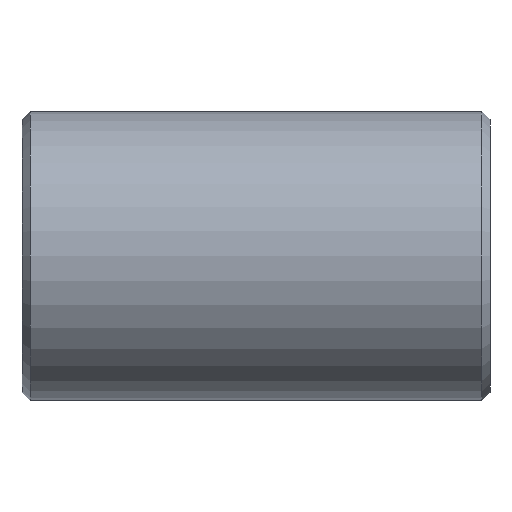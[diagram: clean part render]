
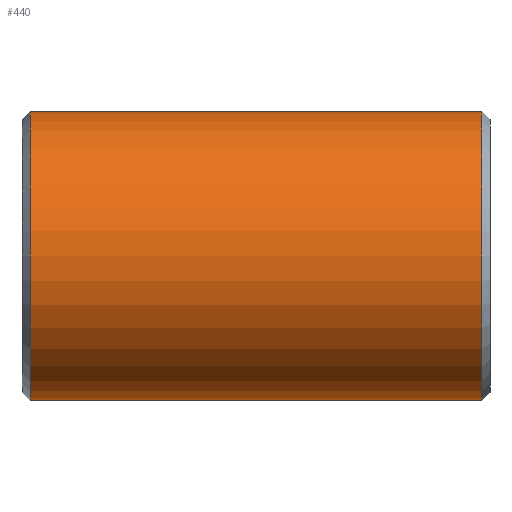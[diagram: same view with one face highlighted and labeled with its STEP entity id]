
A CAD part, front view. The second image highlights one B-rep face of the part: STEP entity #440.
In plain terms, the highlighted cylindrical face has radius 109.537 mm (diameter 219.075 mm), a partial arc.
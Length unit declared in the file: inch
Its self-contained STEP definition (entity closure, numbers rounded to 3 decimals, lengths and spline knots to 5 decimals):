
#24 = VERTEX_POINT ( 'NONE', #438 ) ;
#33 = DIRECTION ( 'NONE',  ( -1., 0., 0. ) ) ;
#38 = DIRECTION ( 'NONE',  ( -1., 0., 0. ) ) ;
#43 = CYLINDRICAL_SURFACE ( 'NONE', #119, 4.3125 ) ;
#47 = EDGE_CURVE ( 'NONE', #24, #168, #370, .T. ) ;
#48 = AXIS2_PLACEMENT_3D ( 'NONE', #376, #368, #392 ) ;
#80 = VECTOR ( 'NONE', #33, 39.37008 ) ;
#103 = DIRECTION ( 'NONE',  ( -1., 0., 0. ) ) ;
#107 = CARTESIAN_POINT ( 'NONE',  ( 7., 0., -4.3125 ) ) ;
#119 = AXIS2_PLACEMENT_3D ( 'NONE', #170, #103, #447 ) ;
#123 = CARTESIAN_POINT ( 'NONE',  ( 6.76033, 0., 0. ) ) ;
#168 = VERTEX_POINT ( 'NONE', #896 ) ;
#170 = CARTESIAN_POINT ( 'NONE',  ( 7., 0., 0. ) ) ;
#237 = CARTESIAN_POINT ( 'NONE',  ( 6.76033, 0., 4.3125 ) ) ;
#247 = ORIENTED_EDGE ( 'NONE', *, *, #535, .F. ) ;
#314 = AXIS2_PLACEMENT_3D ( 'NONE', #123, #755, #818 ) ;
#359 = ORIENTED_EDGE ( 'NONE', *, *, #566, .T. ) ;
#368 = DIRECTION ( 'NONE',  ( 1., 0., 0. ) ) ;
#370 = CIRCLE ( 'NONE', #48, 4.3125 ) ;
#376 = CARTESIAN_POINT ( 'NONE',  ( -6.76033, 0., 0. ) ) ;
#377 = CARTESIAN_POINT ( 'NONE',  ( 6.76033, 0., -4.3125 ) ) ;
#384 = VECTOR ( 'NONE', #38, 39.37008 ) ;
#392 = DIRECTION ( 'NONE',  ( 0., 0., 1. ) ) ;
#409 = ORIENTED_EDGE ( 'NONE', *, *, #47, .T. ) ;
#438 = CARTESIAN_POINT ( 'NONE',  ( -6.76033, 0., 4.3125 ) ) ;
#440 = ADVANCED_FACE ( 'NONE', ( #595 ), #43, .T. ) ;
#447 = DIRECTION ( 'NONE',  ( 0., 0., 1. ) ) ;
#449 = CARTESIAN_POINT ( 'NONE',  ( 7., 0., 4.3125 ) ) ;
#535 = EDGE_CURVE ( 'NONE', #844, #168, #741, .T. ) ;
#566 = EDGE_CURVE ( 'NONE', #844, #730, #634, .T. ) ;
#587 = LINE ( 'NONE', #449, #80 ) ;
#595 = FACE_OUTER_BOUND ( 'NONE', #652, .T. ) ;
#634 = CIRCLE ( 'NONE', #314, 4.3125 ) ;
#652 = EDGE_LOOP ( 'NONE', ( #247, #359, #902, #409 ) ) ;
#720 = EDGE_CURVE ( 'NONE', #730, #24, #587, .T. ) ;
#730 = VERTEX_POINT ( 'NONE', #237 ) ;
#741 = LINE ( 'NONE', #107, #384 ) ;
#755 = DIRECTION ( 'NONE',  ( -1., 0., 0. ) ) ;
#818 = DIRECTION ( 'NONE',  ( 0., 0., -1. ) ) ;
#844 = VERTEX_POINT ( 'NONE', #377 ) ;
#896 = CARTESIAN_POINT ( 'NONE',  ( -6.76033, 0., -4.3125 ) ) ;
#902 = ORIENTED_EDGE ( 'NONE', *, *, #720, .T. ) ;
